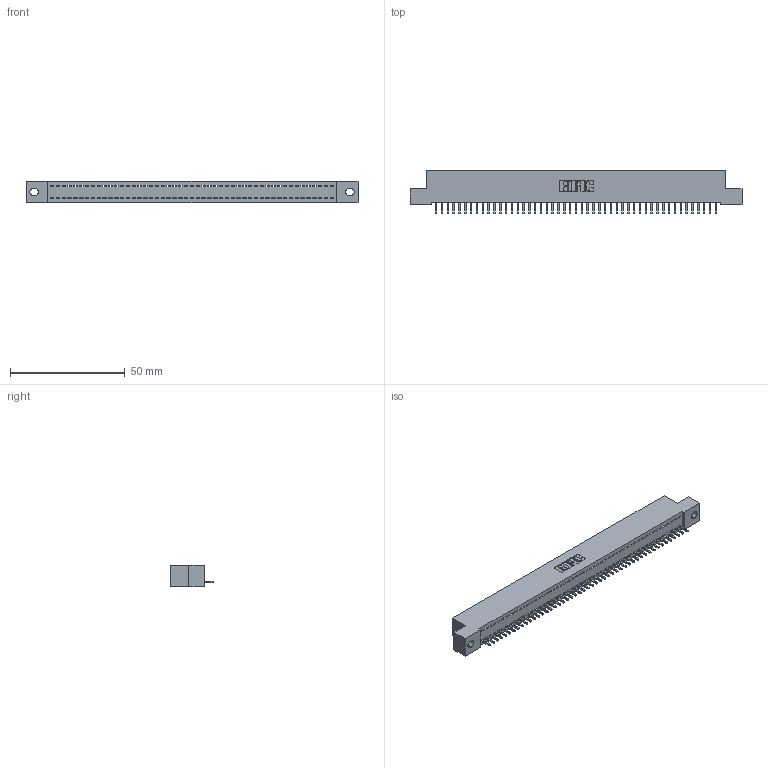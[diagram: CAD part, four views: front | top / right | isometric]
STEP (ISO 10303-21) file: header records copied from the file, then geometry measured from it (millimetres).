
FILE_DESCRIPTION (( 'STEP AP203' ), '1' );
FILE_NAME ('342-049-521-102.STEP', '2019-10-02T22:42:47', ( '' ), ( '' ), 'SwSTEP 2.0', 'SolidWorks 2016', '' );
FILE_SCHEMA (( 'CONFIG_CONTROL_DESIGN' ));
Length unit declared in the file: inch
Products named in the file (3): 342 Part_.128 Slot; 345-292-001_345-293-121; 342-049-521-102
Assembly tree (50 placements, depth 2):
  342-049-521-102
    342 Part_.128 Slot
    345-292-001_345-293-121  x49
Bounding box: 144.78 x 19.06 x 9.4 mm (x, y, z)
Volume: 12528.5 mm3; surface area: 17752.8 mm2
Topology: 50 solids, 50 shells, 2956 faces, 8935 edges, 5890 vertices
Faces by surface type: plane 2128, cylinder 828
Entity records: 29071 total; most frequent: CARTESIAN_POINT 5021, ORIENTED_EDGE 5006, DIRECTION 4221, EDGE_CURVE 2503, VECTOR 2375, LINE 2375, VERTEX_POINT 1666, AXIS2_PLACEMENT_3D 923
